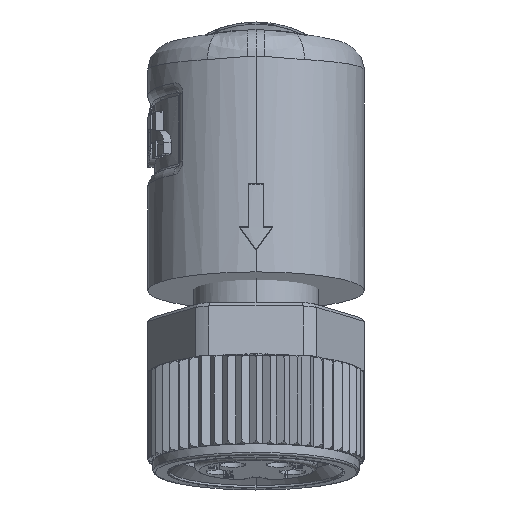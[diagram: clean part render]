
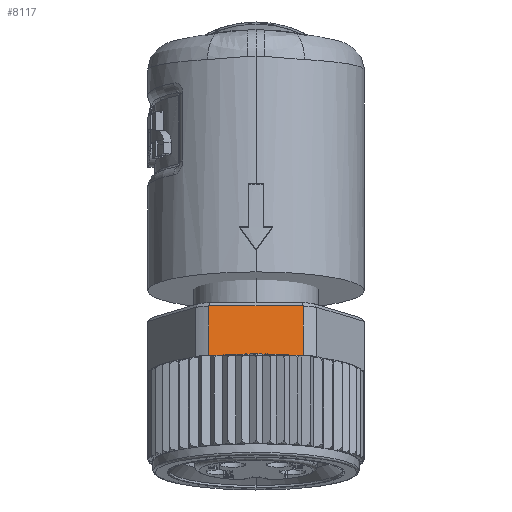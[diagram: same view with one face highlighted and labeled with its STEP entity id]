
A CAD part, front view. The second image highlights one B-rep face of the part: STEP entity #8117.
In plain terms, the highlighted planar face has unit normal (0, -0.985, 0.174).
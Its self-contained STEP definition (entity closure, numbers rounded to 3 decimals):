
#8117=ADVANCED_FACE('',(#17429),#17430,.F.);
#8975=EDGE_CURVE('',#18476,#18505,#18713,.T.);
#8983=EDGE_CURVE('',#18721,#18476,#18724,.T.);
#8991=EDGE_CURVE('',#18505,#18733,#18734,.T.);
#9531=EDGE_CURVE('',#18721,#19433,#19437,.T.);
#9539=EDGE_CURVE('',#19448,#19445,#19449,.T.);
#9543=EDGE_CURVE('',#19453,#19445,#19454,.T.);
#9547=EDGE_CURVE('',#19453,#19458,#19459,.T.);
#9575=EDGE_CURVE('',#19498,#19458,#19499,.T.);
#9603=EDGE_CURVE('',#19448,#19433,#19534,.T.);
#9605=EDGE_CURVE('',#19536,#19498,#19537,.T.);
#9607=EDGE_CURVE('',#19539,#19536,#19540,.T.);
#9609=EDGE_CURVE('',#19539,#19542,#19543,.T.);
#9611=EDGE_CURVE('',#19542,#19545,#19546,.T.);
#9613=EDGE_CURVE('',#18733,#19545,#19548,.T.);
#17429=FACE_OUTER_BOUND('',#76596,.T.);
#17430=PLANE('',#76597);
#18476=VERTEX_POINT('',#78774);
#18505=VERTEX_POINT('',#78833);
#18713=LINE('',#79274,#79275);
#18721=VERTEX_POINT('',#79287);
#18724=LINE('',#79291,#79292);
#18733=VERTEX_POINT('',#79307);
#18734=LINE('',#79308,#79309);
#19433=VERTEX_POINT('',#81137);
#19437=LINE('',#81143,#81144);
#19445=VERTEX_POINT('',#81165);
#19448=VERTEX_POINT('',#81169);
#19449=B_SPLINE_CURVE_WITH_KNOTS('',3,(#81170,#81171,#81172,#81173,#81174,#81175,#81176,#81177),.UNSPECIFIED.,.F.,.F.,(4,1,1,1,1,4),(0.0,0.2,0.4,0.6,0.8,1.0),.UNSPECIFIED.);
#19453=VERTEX_POINT('',#81190);
#19454=LINE('',#81191,#81192);
#19458=VERTEX_POINT('',#81199);
#19459=LINE('',#81200,#81201);
#19498=VERTEX_POINT('',#81322);
#19499=LINE('',#81323,#81324);
#19534=LINE('',#81401,#81402);
#19536=VERTEX_POINT('',#81405);
#19537=LINE('',#81406,#81407);
#19539=VERTEX_POINT('',#81410);
#19540=LINE('',#81411,#81412);
#19542=VERTEX_POINT('',#81415);
#19543=B_SPLINE_CURVE_WITH_KNOTS('',3,(#81416,#81417,#81418,#81419,#81420,#81421,#81422,#81423),.UNSPECIFIED.,.F.,.F.,(4,1,1,1,1,4),(0.0,0.2,0.4,0.6,0.8,1.0),.UNSPECIFIED.);
#19545=VERTEX_POINT('',#81426);
#19546=LINE('',#81427,#81428);
#19548=LINE('',#81431,#81432);
#76596=EDGE_LOOP('',(#106778,#106779,#106780,#106781,#106782,#106783,#106784,#106785,#106786,#106787,#106788,#106789,#106790,#106791));
#76597=AXIS2_PLACEMENT_3D('',#106792,#106793,#106794);
#78774=CARTESIAN_POINT('',(-2.179,-5.994,-8.086));
#78833=CARTESIAN_POINT('',(2.179,-5.994,-8.086));
#79274=CARTESIAN_POINT('',(-2.179,-5.994,-8.086));
#79275=VECTOR('',#109572,4.359);
#79287=CARTESIAN_POINT('',(-2.179,-6.393,-10.351));
#79291=CARTESIAN_POINT('',(-2.179,-6.393,-10.351));
#79292=VECTOR('',#109580,2.3);
#79307=CARTESIAN_POINT('',(2.179,-6.393,-10.351));
#79308=CARTESIAN_POINT('',(2.179,-5.994,-8.086));
#79309=VECTOR('',#109586,2.3);
#81137=CARTESIAN_POINT('',(-1.976,-6.393,-10.351));
#81143=CARTESIAN_POINT('',(-2.179,-6.393,-10.351));
#81144=VECTOR('',#109893,0.204);
#81165=CARTESIAN_POINT('',(-1.67,-6.393,-10.351));
#81169=CARTESIAN_POINT('',(-1.976,-6.4,-10.386));
#81170=CARTESIAN_POINT('',(-1.976,-6.4,-10.386));
#81171=CARTESIAN_POINT('',(-1.96,-6.399,-10.382));
#81172=CARTESIAN_POINT('',(-1.926,-6.398,-10.374));
#81173=CARTESIAN_POINT('',(-1.871,-6.396,-10.364));
#81174=CARTESIAN_POINT('',(-1.81,-6.395,-10.357));
#81175=CARTESIAN_POINT('',(-1.744,-6.394,-10.352));
#81176=CARTESIAN_POINT('',(-1.695,-6.393,-10.351));
#81177=CARTESIAN_POINT('',(-1.67,-6.393,-10.351));
#81190=CARTESIAN_POINT('',(-1.533,-6.393,-10.351));
#81191=CARTESIAN_POINT('',(-1.533,-6.393,-10.351));
#81192=VECTOR('',#109898,0.137);
#81199=CARTESIAN_POINT('',(-1.525,-6.393,-10.351));
#81200=CARTESIAN_POINT('',(-1.533,-6.393,-10.351));
#81201=VECTOR('',#109900,0.008);
#81322=CARTESIAN_POINT('',(1.525,-6.393,-10.351));
#81323=CARTESIAN_POINT('',(1.525,-6.393,-10.351));
#81324=VECTOR('',#109915,3.051);
#81401=CARTESIAN_POINT('',(-1.976,-6.4,-10.386));
#81402=VECTOR('',#109929,0.036);
#81405=CARTESIAN_POINT('',(1.533,-6.393,-10.351));
#81406=CARTESIAN_POINT('',(1.533,-6.393,-10.351));
#81407=VECTOR('',#109930,0.008);
#81410=CARTESIAN_POINT('',(1.67,-6.393,-10.351));
#81411=CARTESIAN_POINT('',(1.67,-6.393,-10.351));
#81412=VECTOR('',#109931,0.137);
#81415=CARTESIAN_POINT('',(1.976,-6.4,-10.386));
#81416=CARTESIAN_POINT('',(1.67,-6.393,-10.351));
#81417=CARTESIAN_POINT('',(1.695,-6.393,-10.351));
#81418=CARTESIAN_POINT('',(1.744,-6.394,-10.352));
#81419=CARTESIAN_POINT('',(1.81,-6.395,-10.357));
#81420=CARTESIAN_POINT('',(1.871,-6.396,-10.364));
#81421=CARTESIAN_POINT('',(1.926,-6.398,-10.374));
#81422=CARTESIAN_POINT('',(1.96,-6.399,-10.382));
#81423=CARTESIAN_POINT('',(1.976,-6.4,-10.386));
#81426=CARTESIAN_POINT('',(1.976,-6.393,-10.351));
#81427=CARTESIAN_POINT('',(1.976,-6.4,-10.386));
#81428=VECTOR('',#109932,0.036);
#81431=CARTESIAN_POINT('',(2.179,-6.393,-10.351));
#81432=VECTOR('',#109933,0.204);
#106778=ORIENTED_EDGE('',*,*,#8983,.F.);
#106779=ORIENTED_EDGE('',*,*,#9531,.T.);
#106780=ORIENTED_EDGE('',*,*,#9603,.F.);
#106781=ORIENTED_EDGE('',*,*,#9539,.T.);
#106782=ORIENTED_EDGE('',*,*,#9543,.F.);
#106783=ORIENTED_EDGE('',*,*,#9547,.T.);
#106784=ORIENTED_EDGE('',*,*,#9575,.F.);
#106785=ORIENTED_EDGE('',*,*,#9605,.F.);
#106786=ORIENTED_EDGE('',*,*,#9607,.F.);
#106787=ORIENTED_EDGE('',*,*,#9609,.T.);
#106788=ORIENTED_EDGE('',*,*,#9611,.T.);
#106789=ORIENTED_EDGE('',*,*,#9613,.F.);
#106790=ORIENTED_EDGE('',*,*,#8991,.F.);
#106791=ORIENTED_EDGE('',*,*,#8975,.F.);
#106792=CARTESIAN_POINT('',(2.179,-6.393,-10.351));
#106793=DIRECTION('',(0.0,0.985,-0.174));
#106794=DIRECTION('',(0.0,-0.174,-0.985));
#109572=DIRECTION('',(1.0,0.,0.));
#109580=DIRECTION('',(0.,0.174,0.985));
#109586=DIRECTION('',(0.,-0.174,-0.985));
#109893=DIRECTION('',(1.0,0.0,0.0));
#109898=DIRECTION('',(-1.0,0.0,0.0));
#109900=DIRECTION('',(1.0,0.0,0.0));
#109915=DIRECTION('',(-1.0,0.0,0.0));
#109929=DIRECTION('',(0.0,0.174,0.985));
#109930=DIRECTION('',(-1.0,0.0,0.0));
#109931=DIRECTION('',(-1.0,0.0,0.0));
#109932=DIRECTION('',(0.0,0.174,0.985));
#109933=DIRECTION('',(-1.0,0.0,0.0));
